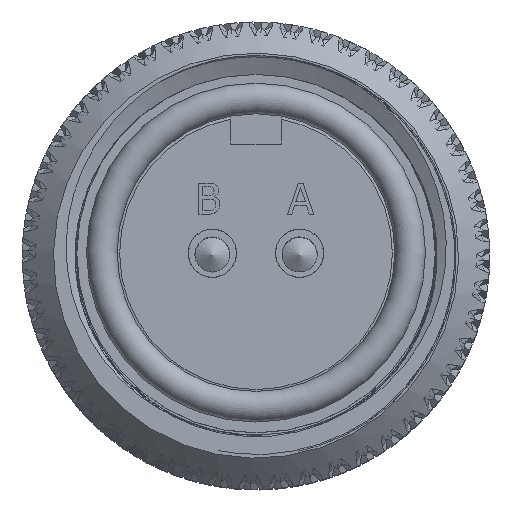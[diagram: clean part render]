
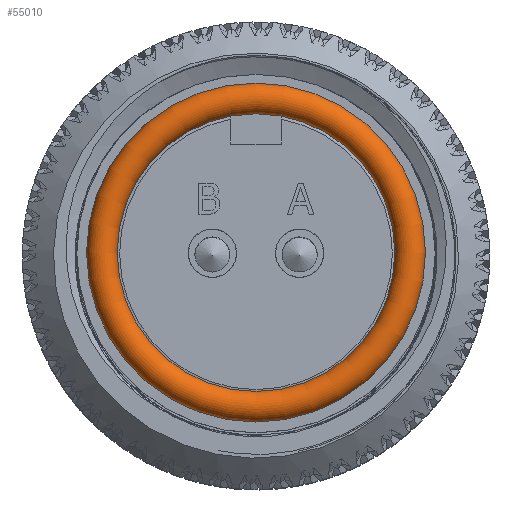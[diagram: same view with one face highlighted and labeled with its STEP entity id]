
A CAD part, top view. The second image highlights one B-rep face of the part: STEP entity #55010.
In plain terms, the highlighted toroidal (fillet/blend) face has major radius 5.025 mm and minor radius 0.5 mm.
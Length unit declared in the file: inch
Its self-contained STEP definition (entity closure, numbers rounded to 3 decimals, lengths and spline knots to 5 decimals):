
#15=TOROIDAL_SURFACE('',#56414,0.19783,0.01969);
#3473=CIRCLE('',#56415,0.01969);
#3474=CIRCLE('',#56416,0.17815);
#7165=FACE_OUTER_BOUND('',#10900,.T.);
#10900=EDGE_LOOP('',(#46303,#46304,#46305,#46306));
#22991=VERTEX_POINT('',#185435);
#30815=EDGE_CURVE('',#22991,#22991,#3473,.T.);
#30816=EDGE_CURVE('',#22991,#22991,#3474,.T.);
#46303=ORIENTED_EDGE('',*,*,#30815,.F.);
#46304=ORIENTED_EDGE('',*,*,#30816,.T.);
#46305=ORIENTED_EDGE('',*,*,#30815,.T.);
#46306=ORIENTED_EDGE('',*,*,#30816,.F.);
#55010=ADVANCED_FACE('',(#7165),#15,.T.);
#56414=AXIS2_PLACEMENT_3D('',#185434,#59333,#59334);
#56415=AXIS2_PLACEMENT_3D('',#185436,#59335,#59336);
#56416=AXIS2_PLACEMENT_3D('',#185437,#59337,#59338);
#59333=DIRECTION('center_axis',(0.,0.,
-1.));
#59334=DIRECTION('ref_axis',(-1.,0.,0.));
#59335=DIRECTION('center_axis',(0.,-1.,0.));
#59336=DIRECTION('ref_axis',(1.,0.,0.));
#59337=DIRECTION('center_axis',(0.,0.,
1.));
#59338=DIRECTION('ref_axis',(-1.,0.,0.));
#185434=CARTESIAN_POINT('Origin',(0.,0.,
3.151));
#185435=CARTESIAN_POINT('',(0.17815,0.,3.151));
#185436=CARTESIAN_POINT('Origin',(0.19783,0.,
3.151));
#185437=CARTESIAN_POINT('Origin',(0.,0.,
3.151));
